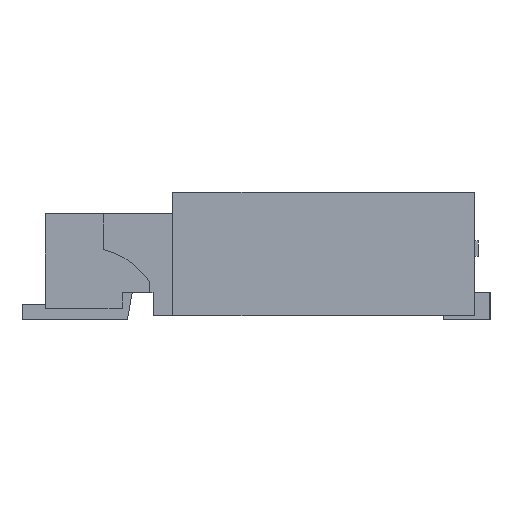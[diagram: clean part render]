
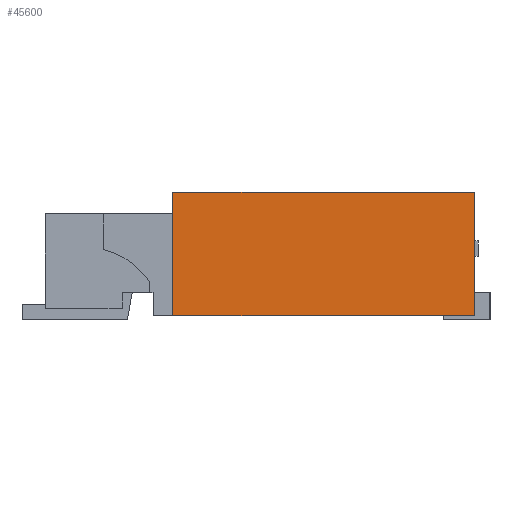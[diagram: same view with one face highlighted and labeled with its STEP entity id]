
A CAD part, left-side view. The second image highlights one B-rep face of the part: STEP entity #45600.
In plain terms, the highlighted planar face has unit normal (-1, 0, 0).
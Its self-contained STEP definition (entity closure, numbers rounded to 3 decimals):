
#37240=CARTESIAN_POINT('',(-18.495,-19.45,12.));
#37250=VERTEX_POINT('',#37240);
#37280=CARTESIAN_POINT('',(-18.495,-8.427,12.));
#37290=DIRECTION('',(-0.,1.,0.));
#37300=VECTOR('',#37290,1.);
#37310=LINE('',#37280,#37300);
#37320=CARTESIAN_POINT('',(-18.495,-15.55,
12.));
#37330=VERTEX_POINT('',#37320);
#37340=EDGE_CURVE('',#37250,#37330,#37310,.T.);
#45300=CARTESIAN_POINT('',(-18.495,-19.548,
10.36));
#45310=DIRECTION('',(-1.,0.,0.));
#45320=DIRECTION('',(0.,-0.,1.));
#45330=AXIS2_PLACEMENT_3D('',#45300,#45310,#45320);
#45340=PLANE('',#45330);
#45350=CARTESIAN_POINT('',(-18.495,-19.45,
19.999));
#45360=DIRECTION('',(0.,0.,-1.));
#45370=VECTOR('',#45360,1.);
#45380=LINE('',#45350,#45370);
#45390=CARTESIAN_POINT('',(-18.495,-19.45,10.4));
#45400=VERTEX_POINT('',#45390);
#45410=EDGE_CURVE('',#37250,#45400,#45380,.T.);
#45420=ORIENTED_EDGE('',*,*,#45410,.F.);
#45430=CARTESIAN_POINT('',(-18.495,-8.427,10.4));
#45440=DIRECTION('',(0.,1.,0.));
#45450=VECTOR('',#45440,1.);
#45460=LINE('',#45430,#45450);
#45470=CARTESIAN_POINT('',(-18.495,-15.55,10.4));
#45480=VERTEX_POINT('',#45470);
#45490=EDGE_CURVE('',#45400,#45480,#45460,.T.);
#45500=ORIENTED_EDGE('',*,*,#45490,.F.);
#45510=CARTESIAN_POINT('',(-18.495,-15.55,
19.999));
#45520=DIRECTION('',(0.,0.,-1.));
#45530=VECTOR('',#45520,1.);
#45540=LINE('',#45510,#45530);
#45550=EDGE_CURVE('',#37330,#45480,#45540,.T.);
#45560=ORIENTED_EDGE('',*,*,#45550,.T.);
#45570=ORIENTED_EDGE('',*,*,#37340,.T.);
#45580=EDGE_LOOP('',(#45570,#45560,#45500,#45420));
#45590=FACE_OUTER_BOUND('',#45580,.T.);
#45600=ADVANCED_FACE('',(#45590),#45340,.T.);
